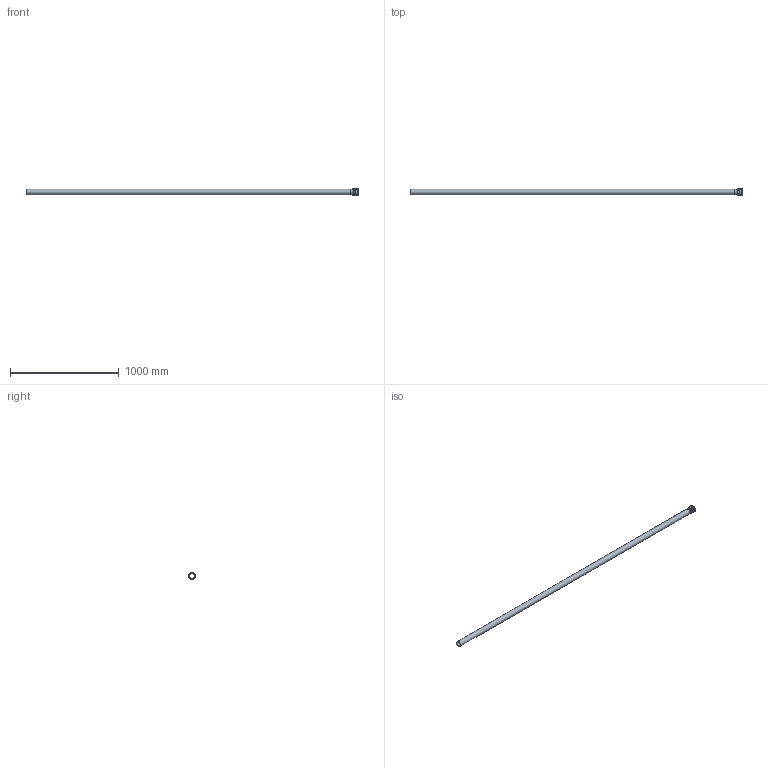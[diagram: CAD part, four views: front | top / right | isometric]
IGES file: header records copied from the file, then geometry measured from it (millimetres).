
Global section: file name: 393207; native system: Autodesk Inventor 2014; preprocessor: unknown; author: seihe2; date: 20170213.160543; units: millimetre
Bounding box: 3050.8 x 65.1 x 65.1 mm (x, y, z)
Volume: 1367420 mm3; surface area: 915528.2 mm2
Topology: 2 solids, 2 shells, 38 faces, 89 edges, 64 vertices
Faces by surface type: revolution 23, plane 8, cylinder 5, cone 2
Full cylindrical faces by diameter (mm): 50.15 x2, 56.3 x1, 57.5 x1, 65.1 x1
